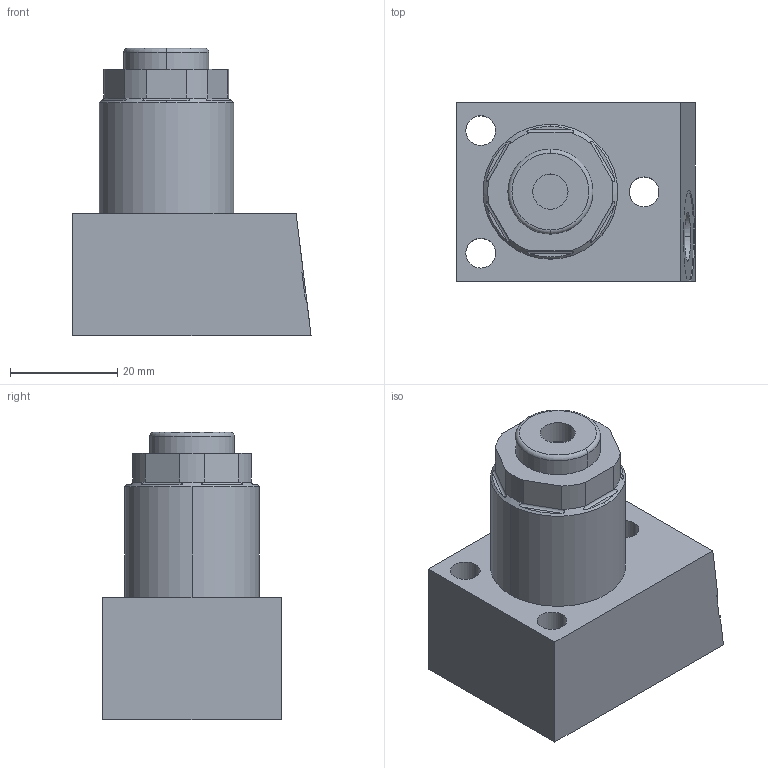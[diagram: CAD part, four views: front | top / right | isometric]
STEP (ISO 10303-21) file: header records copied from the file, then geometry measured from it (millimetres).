
FILE_DESCRIPTION((''),'2;1');
FILE_NAME('ILC10060612','2009-06-04T',('jdw'),(''),'PRO/ENGINEER BY PARAMETRIC TECHNOLOGY CORPORATION, 2007460','PRO/ENGINEER BY PARAMETRIC TECHNOLOGY CORPORATION, 2007460','');
FILE_SCHEMA(('AUTOMOTIVE_DESIGN_CC2 { 1 2 10303 214 -1 1 5 2 }'));
Length unit declared in the file: inch
Products named in the file (1): ILC10060612
Bounding box: 44.45 x 33.35 x 53.59 mm (x, y, z)
Volume: 43680.9 mm3; surface area: 10491.9 mm2
Topology: 1 solids, 1 shells, 70 faces, 165 edges, 99 vertices
Faces by surface type: cylinder 32, plane 24, cone 8, torus 6
Entity records: 2393 total; most frequent: CARTESIAN_POINT 554, DIRECTION 368, ORIENTED_EDGE 326, EDGE_CURVE 163, AXIS2_PLACEMENT_3D 147, COLOUR_RGB 106, VERTEX_POINT 99, EDGE_LOOP 82
